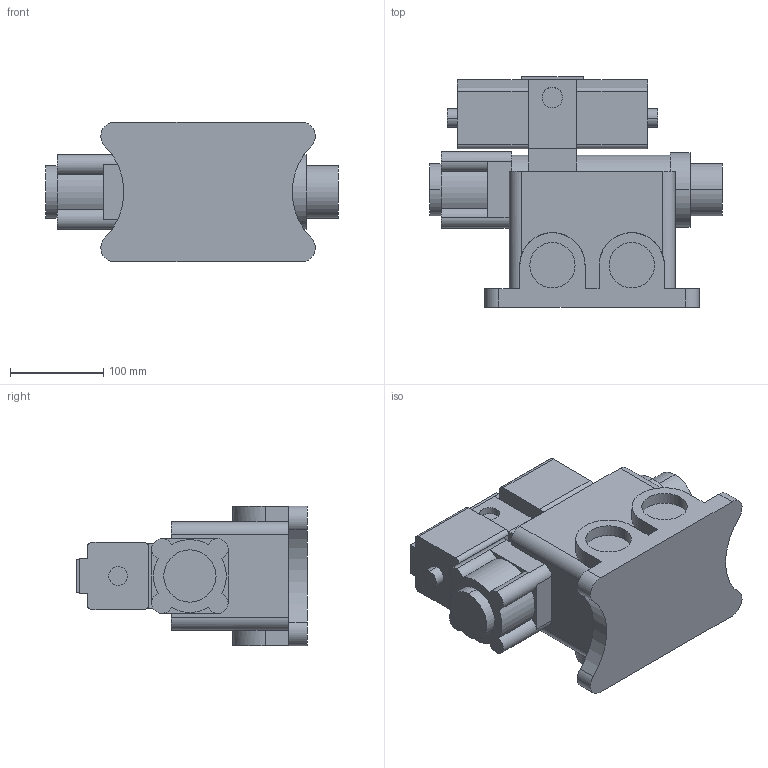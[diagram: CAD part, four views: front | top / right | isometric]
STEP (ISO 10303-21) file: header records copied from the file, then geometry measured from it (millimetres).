
FILE_DESCRIPTION (( 'STEP AP214' ), '1' );
FILE_NAME ('MVD150C-40A.STEP', '2025-11-11T08:58:58', ( '' ), ( '' ), 'SwSTEP 2.0', 'SolidWorks 2024', '' );
FILE_SCHEMA (( 'AUTOMOTIVE_DESIGN' ));
Length unit declared in the file: millimetre
Products named in the file (1): MVD150C-40A
Bounding box: 313.5 x 247.5 x 150 mm (x, y, z)
Volume: 5089098 mm3; surface area: 291039.6 mm2
Topology: 4 solids, 4 shells, 133 faces, 347 edges, 230 vertices
Faces by surface type: plane 78, cylinder 55
Entity records: 4173 total; most frequent: CARTESIAN_POINT 735, DIRECTION 729, ORIENTED_EDGE 694, EDGE_CURVE 347, AXIS2_PLACEMENT_3D 252, VERTEX_POINT 230, VECTOR 225, LINE 225
